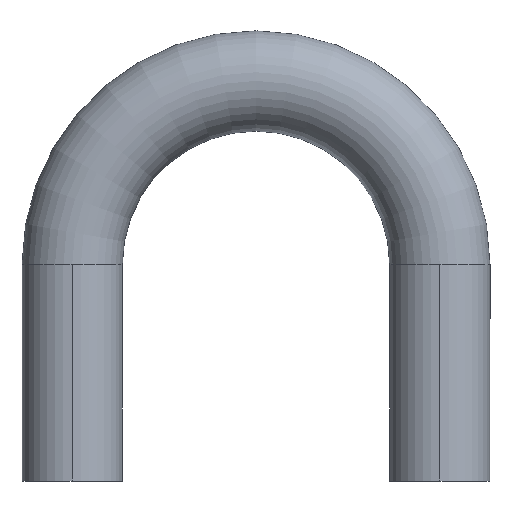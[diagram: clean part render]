
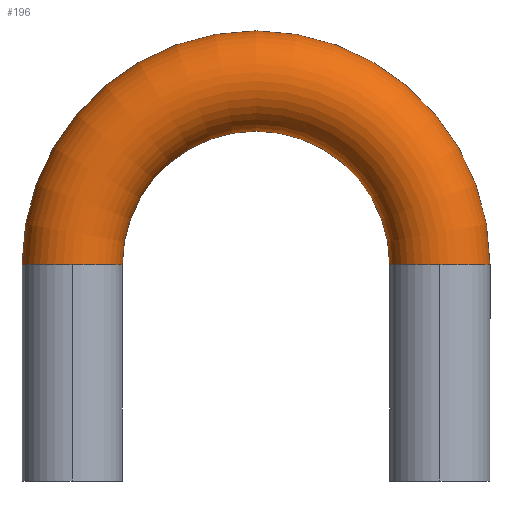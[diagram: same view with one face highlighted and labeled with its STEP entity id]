
A CAD part, top view. The second image highlights one B-rep face of the part: STEP entity #196.
In plain terms, the highlighted toroidal (fillet/blend) face has major radius 85 mm and minor radius 23.2 mm.
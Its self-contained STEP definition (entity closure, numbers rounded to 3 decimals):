
#6 = CARTESIAN_POINT ( 'NONE',  ( 0., 100., 0. ) ) ;
#27 = EDGE_LOOP ( 'NONE', ( #380, #126, #390, #185, #454, #511 ) ) ;
#47 = DIRECTION ( 'NONE',  ( -1., 0., 0. ) ) ;
#75 = FACE_OUTER_BOUND ( 'NONE', #27, .T. ) ;
#80 = EDGE_CURVE ( 'NONE', #225, #409, #456, .T. ) ;
#86 = EDGE_CURVE ( 'NONE', #171, #225, #186, .T. ) ;
#92 = CARTESIAN_POINT ( 'NONE',  ( 85., 100., 0. ) ) ;
#96 = AXIS2_PLACEMENT_3D ( 'NONE', #92, #353, #350 ) ;
#111 = DIRECTION ( 'NONE',  ( 0., 1., 0. ) ) ;
#112 = DIRECTION ( 'NONE',  ( -1., 0., 0. ) ) ;
#125 = CARTESIAN_POINT ( 'NONE',  ( 146.8, 100., 0. ) ) ;
#126 = ORIENTED_EDGE ( 'NONE', *, *, #179, .F. ) ;
#151 = CIRCLE ( 'NONE', #451, 23.2 ) ;
#158 = CIRCLE ( 'NONE', #96, 108.2 ) ;
#166 = CIRCLE ( 'NONE', #491, 23.2 ) ;
#170 = DIRECTION ( 'NONE',  ( 0., -1., 0. ) ) ;
#171 = VERTEX_POINT ( 'NONE', #281 ) ;
#179 = EDGE_CURVE ( 'NONE', #251, #191, #166, .T. ) ;
#185 = ORIENTED_EDGE ( 'NONE', *, *, #86, .T. ) ;
#186 = CIRCLE ( 'NONE', #229, 61.8 ) ;
#191 = VERTEX_POINT ( 'NONE', #446 ) ;
#196 = ADVANCED_FACE ( 'NONE', ( #75 ), #324, .T. ) ;
#199 = DIRECTION ( 'NONE',  ( -1., 0., 0. ) ) ;
#209 = DIRECTION ( 'NONE',  ( 0., 0., 1. ) ) ;
#224 = CARTESIAN_POINT ( 'NONE',  ( 193.2, 100., 0. ) ) ;
#225 = VERTEX_POINT ( 'NONE', #125 ) ;
#229 = AXIS2_PLACEMENT_3D ( 'NONE', #362, #327, #486 ) ;
#234 = CARTESIAN_POINT ( 'NONE',  ( 170., 100., 23.2 ) ) ;
#251 = VERTEX_POINT ( 'NONE', #453 ) ;
#280 = CARTESIAN_POINT ( 'NONE',  ( 0., 100., 0. ) ) ;
#281 = CARTESIAN_POINT ( 'NONE',  ( 23.2, 100., 0. ) ) ;
#282 = DIRECTION ( 'NONE',  ( 0., 0., 1. ) ) ;
#296 = EDGE_CURVE ( 'NONE', #171, #251, #423, .T. ) ;
#309 = EDGE_CURVE ( 'NONE', #409, #421, #151, .T. ) ;
#324 = TOROIDAL_SURFACE ( 'NONE', #388, 85., 23.2 ) ;
#327 = DIRECTION ( 'NONE',  ( 0., 0., -1. ) ) ;
#350 = DIRECTION ( 'NONE',  ( -1., 0., 0. ) ) ;
#353 = DIRECTION ( 'NONE',  ( 0., 0., -1. ) ) ;
#362 = CARTESIAN_POINT ( 'NONE',  ( 85., 100., 0. ) ) ;
#380 = ORIENTED_EDGE ( 'NONE', *, *, #487, .F. ) ;
#388 = AXIS2_PLACEMENT_3D ( 'NONE', #532, #406, #112 ) ;
#390 = ORIENTED_EDGE ( 'NONE', *, *, #296, .F. ) ;
#406 = DIRECTION ( 'NONE',  ( 0., 0., -1. ) ) ;
#409 = VERTEX_POINT ( 'NONE', #234 ) ;
#413 = AXIS2_PLACEMENT_3D ( 'NONE', #437, #111, #199 ) ;
#418 = DIRECTION ( 'NONE',  ( 0., 1., 0. ) ) ;
#421 = VERTEX_POINT ( 'NONE', #224 ) ;
#423 = CIRCLE ( 'NONE', #449, 23.2 ) ;
#437 = CARTESIAN_POINT ( 'NONE',  ( 170., 100., 0. ) ) ;
#442 = DIRECTION ( 'NONE',  ( 0., -1., 0. ) ) ;
#446 = CARTESIAN_POINT ( 'NONE',  ( -23.2, 100., 0. ) ) ;
#449 = AXIS2_PLACEMENT_3D ( 'NONE', #6, #170, #209 ) ;
#451 = AXIS2_PLACEMENT_3D ( 'NONE', #493, #418, #47 ) ;
#453 = CARTESIAN_POINT ( 'NONE',  ( 0., 100., 23.2 ) ) ;
#454 = ORIENTED_EDGE ( 'NONE', *, *, #80, .T. ) ;
#456 = CIRCLE ( 'NONE', #413, 23.2 ) ;
#486 = DIRECTION ( 'NONE',  ( -1., 0., 0. ) ) ;
#487 = EDGE_CURVE ( 'NONE', #191, #421, #158, .T. ) ;
#491 = AXIS2_PLACEMENT_3D ( 'NONE', #280, #442, #282 ) ;
#493 = CARTESIAN_POINT ( 'NONE',  ( 170., 100., 0. ) ) ;
#511 = ORIENTED_EDGE ( 'NONE', *, *, #309, .T. ) ;
#532 = CARTESIAN_POINT ( 'NONE',  ( 85., 100., 0. ) ) ;
